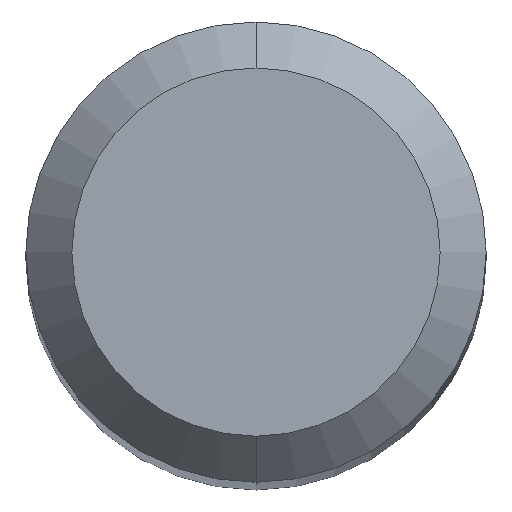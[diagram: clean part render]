
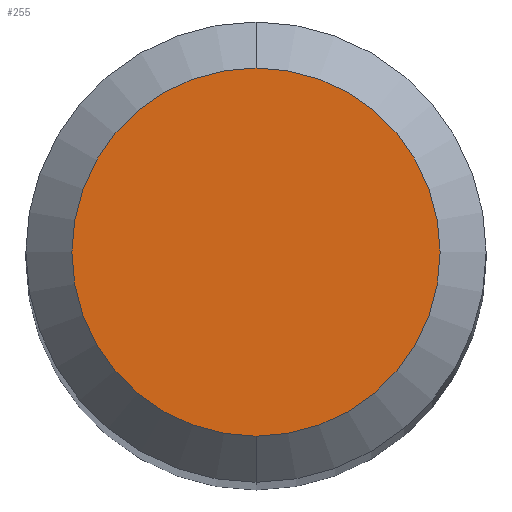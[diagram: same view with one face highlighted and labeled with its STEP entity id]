
A CAD part, top view. The second image highlights one B-rep face of the part: STEP entity #255.
In plain terms, the highlighted planar face has unit normal (0, 0, 1).
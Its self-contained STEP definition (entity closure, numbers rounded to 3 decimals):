
#227=VERTEX_POINT('',#538);
#255=ADVANCED_FACE('',(#569),#570,.T.);
#315=EDGE_CURVE('',#227,#341,#635,.T.);
#341=VERTEX_POINT('',#664);
#455=EDGE_CURVE('',#341,#227,#791,.T.);
#538=CARTESIAN_POINT('',(0.0,1.2,0.0));
#569=FACE_OUTER_BOUND('',#968,.T.);
#570=PLANE('',#969);
#635=CIRCLE('',#1149,1.2);
#664=CARTESIAN_POINT('',(0.,-1.2,0.0));
#791=CIRCLE('',#1434,1.2);
#968=EDGE_LOOP('',(#1524,#1525));
#969=AXIS2_PLACEMENT_3D('',#1526,#1527,#1528);
#1149=AXIS2_PLACEMENT_3D('',#1597,#1598,#1599);
#1434=AXIS2_PLACEMENT_3D('',#1796,#1797,#1798);
#1524=ORIENTED_EDGE('',*,*,#315,.F.);
#1525=ORIENTED_EDGE('',*,*,#455,.F.);
#1526=CARTESIAN_POINT('',(0.0,0.6,0.0));
#1527=DIRECTION('',(-0.0,0.0,1.0));
#1528=DIRECTION('',(0.0,-1.0,0.0));
#1597=CARTESIAN_POINT('',(0.0,0.0,0.0));
#1598=DIRECTION('',(0.0,0.0,-1.0));
#1599=DIRECTION('',(0.0,1.0,0.0));
#1796=CARTESIAN_POINT('',(0.0,0.0,0.0));
#1797=DIRECTION('',(0.0,0.0,-1.0));
#1798=DIRECTION('',(0.0,1.0,0.0));
